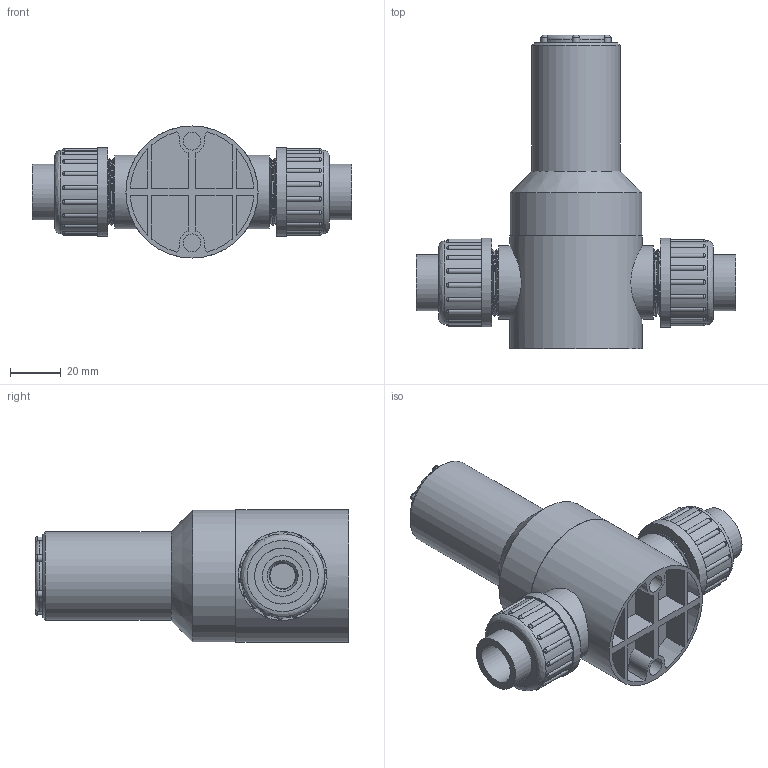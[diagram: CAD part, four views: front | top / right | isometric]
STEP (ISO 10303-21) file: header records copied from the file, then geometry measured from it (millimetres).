
FILE_DESCRIPTION (( 'STEP AP214' ), '1' );
FILE_NAME ('16-1102-0X.step', '2019-10-23T13:44:42', ( '' ), ( '' ), 'SwSTEP 2.0', 'SolidWorks 2020', '' );
FILE_SCHEMA (( 'AUTOMOTIVE_DESIGN' ));
Length unit declared in the file: millimetre
Products named in the file (7): 723690005; 16-1102-0X; 723600105; PVC Bonnet all size_20mm GFPP; 16mm Cap; 16mm moulded body PS-95-342   PVC; 3.8 union adapters
Assembly tree (9 placements, depth 2):
  16-1102-0X
    PVC Bonnet all size_20mm GFPP
    3.8 union adapters  x2
    16mm Cap
    723600105  x2
    723690005  x2
    16mm moulded body PS-95-342   PVC
Bounding box: 126 x 123.4 x 52 mm (x, y, z)
Volume: 236741.9 mm3; surface area: 62379.2 mm2
Topology: 9 solids, 9 shells, 294 faces, 747 edges, 492 vertices
Faces by surface type: cylinder 111, plane 92, bspline 67, cone 17, torus 7
Full cylindrical faces by diameter (mm): 7 x2, 10 x2, 10.5 x2, 13.6 x2, 14.95 x9, 16 x2, 17 x1, 20.2 x2, 22 x2, 22.1 x2, 24 x4, 25.912 x2, 27 x2, 29 x2, 33 x2, 35 x3, 38 x1, 52 x2
Entity records: 13727 total; most frequent: CARTESIAN_POINT 9286, DIRECTION 834, ORIENTED_EDGE 828, EDGE_CURVE 414, AXIS2_PLACEMENT_3D 345, VERTEX_POINT 293, EDGE_LOOP 275, FACE_OUTER_BOUND 232
